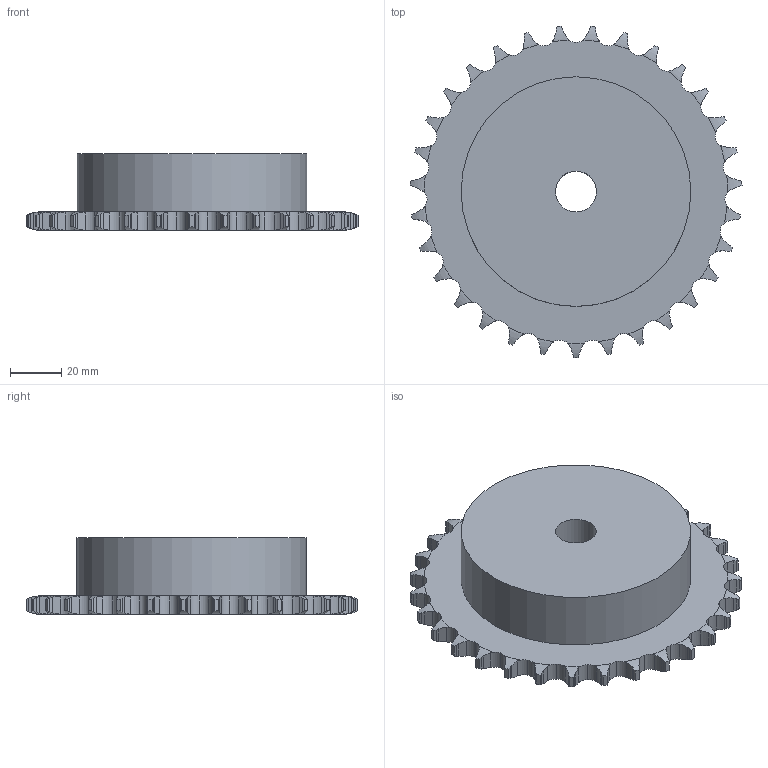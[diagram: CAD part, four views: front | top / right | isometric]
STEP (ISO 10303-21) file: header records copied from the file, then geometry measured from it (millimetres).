
FILE_DESCRIPTION(('FreeCAD Model'),'2;1');
FILE_NAME('Open CASCADE Shape Model','2021-05-02T09:30:32',('FreeCAD'),( 'FreeCAD'),'Open CASCADE STEP processor 7.4','FreeCAD','Unknown');
FILE_SCHEMA(('AUTOMOTIVE_DESIGN { 1 0 10303 214 1 1 1 1 }'));
Length unit declared in the file: millimetre
Products named in the file (1): Open CASCADE STEP translator 7.4 24
Bounding box: 130.11 x 129.94 x 30 mm (x, y, z)
Volume: 222412.9 mm3; surface area: 34894.4 mm2
Topology: 1 solids, 1 shells, 349 faces, 1036 edges, 691 vertices
Faces by surface type: cylinder 219, plane 66, torus 64
Full cylindrical faces by diameter (mm): 16 x1, 90 x1
Entity records: 31516 total; most frequent: CARTESIAN_POINT 14043, DIRECTION 2382, ORIENTED_EDGE 2072, PCURVE 2072, DEFINITIONAL_REPRESENTATION 2072, B_SPLINE_CURVE_WITH_KNOTS 1494, LINE 1163, VECTOR 1163
